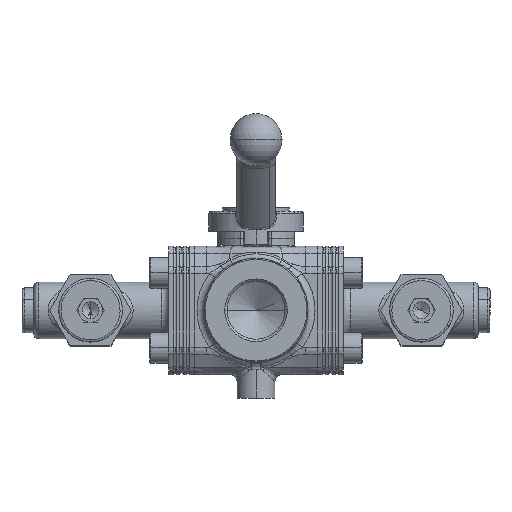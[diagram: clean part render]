
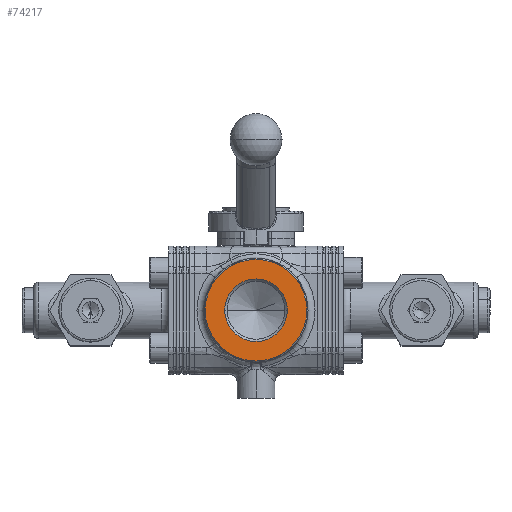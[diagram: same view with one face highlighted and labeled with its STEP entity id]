
A CAD part, top view. The second image highlights one B-rep face of the part: STEP entity #74217.
In plain terms, the highlighted planar face has unit normal (0, 0, 1).
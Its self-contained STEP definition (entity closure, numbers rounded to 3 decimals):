
#4699 = AXIS2_PLACEMENT_3D ( 'NONE', #72763, #36213, #24321 ) ;
#5297 = DIRECTION ( 'NONE',  ( 0., 0., 1. ) ) ;
#7197 = EDGE_CURVE ( 'NONE', #18213, #7575, #59720, .T. ) ;
#7575 = VERTEX_POINT ( 'NONE', #16865 ) ;
#11561 = DIRECTION ( 'NONE',  ( 0., 0., 1. ) ) ;
#11794 = DIRECTION ( 'NONE',  ( 0., 0., 1. ) ) ;
#12503 = AXIS2_PLACEMENT_3D ( 'NONE', #47910, #11794, #53963 ) ;
#13309 = FACE_OUTER_BOUND ( 'NONE', #59850, .T. ) ;
#15168 = CIRCLE ( 'NONE', #50397, 13.246 ) ;
#16865 = CARTESIAN_POINT ( 'NONE',  ( 21.5, 0., 40. ) ) ;
#17363 = CARTESIAN_POINT ( 'NONE',  ( 0., 0., 40. ) ) ;
#18213 = VERTEX_POINT ( 'NONE', #21448 ) ;
#21448 = CARTESIAN_POINT ( 'NONE',  ( -21.5, 0., 40. ) ) ;
#23449 = DIRECTION ( 'NONE',  ( 1., 0., 0. ) ) ;
#24321 = DIRECTION ( 'NONE',  ( 1., 0., 0. ) ) ;
#27647 = CIRCLE ( 'NONE', #73116, 21.5 ) ;
#30253 = VERTEX_POINT ( 'NONE', #44341 ) ;
#31711 = ORIENTED_EDGE ( 'NONE', *, *, #74184, .F. ) ;
#35228 = PLANE ( 'NONE',  #12503 ) ;
#36213 = DIRECTION ( 'NONE',  ( 0., 0., 1. ) ) ;
#36787 = ORIENTED_EDGE ( 'NONE', *, *, #7197, .T. ) ;
#41203 = AXIS2_PLACEMENT_3D ( 'NONE', #47665, #11561, #53726 ) ;
#41284 = CARTESIAN_POINT ( 'NONE',  ( 0., 0., 40. ) ) ;
#42171 = ORIENTED_EDGE ( 'NONE', *, *, #68437, .F. ) ;
#44341 = CARTESIAN_POINT ( 'NONE',  ( 13.246, 0., 40. ) ) ;
#44857 = CIRCLE ( 'NONE', #41203, 13.246 ) ;
#47389 = DIRECTION ( 'NONE',  ( 1., 0., 0. ) ) ;
#47665 = CARTESIAN_POINT ( 'NONE',  ( 0., 0., 40. ) ) ;
#47910 = CARTESIAN_POINT ( 'NONE',  ( 0., 0., 40. ) ) ;
#48739 = EDGE_CURVE ( 'NONE', #7575, #18213, #27647, .T. ) ;
#50397 = AXIS2_PLACEMENT_3D ( 'NONE', #41284, #5297, #47389 ) ;
#53726 = DIRECTION ( 'NONE',  ( 1., 0., 0. ) ) ;
#53963 = DIRECTION ( 'NONE',  ( 1., 0., 0. ) ) ;
#59620 = DIRECTION ( 'NONE',  ( 0., 0., 1. ) ) ;
#59720 = CIRCLE ( 'NONE', #4699, 21.5 ) ;
#59850 = EDGE_LOOP ( 'NONE', ( #36787, #70456 ) ) ;
#60133 = VERTEX_POINT ( 'NONE', #66253 ) ;
#65961 = EDGE_LOOP ( 'NONE', ( #31711, #42171 ) ) ;
#66253 = CARTESIAN_POINT ( 'NONE',  ( -13.246, 0., 40. ) ) ;
#68437 = EDGE_CURVE ( 'NONE', #60133, #30253, #44857, .T. ) ;
#70456 = ORIENTED_EDGE ( 'NONE', *, *, #48739, .T. ) ;
#72763 = CARTESIAN_POINT ( 'NONE',  ( 0., 0., 40. ) ) ;
#73116 = AXIS2_PLACEMENT_3D ( 'NONE', #17363, #59620, #23449 ) ;
#74184 = EDGE_CURVE ( 'NONE', #30253, #60133, #15168, .T. ) ;
#74217 = ADVANCED_FACE ( 'NONE', ( #13309, #77309 ), #35228, .T. ) ;
#77309 = FACE_BOUND ( 'NONE', #65961, .T. ) ;
